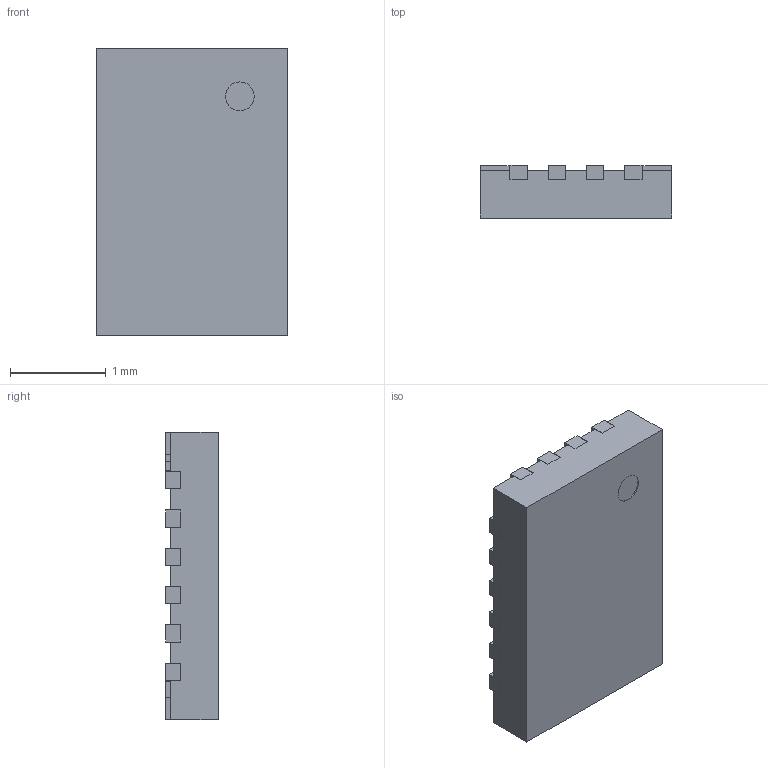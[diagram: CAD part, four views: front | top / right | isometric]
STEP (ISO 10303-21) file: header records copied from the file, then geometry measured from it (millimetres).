
FILE_DESCRIPTION (( 'STEP AP214' ), '1' );
FILE_NAME ('SLG46826V.STEP', '2023-05-31T17:14:49', ( '' ), ( '' ), 'SwSTEP 2.0', 'SolidWorks 2021', '' );
FILE_SCHEMA (( 'AUTOMOTIVE_DESIGN' ));
Length unit declared in the file: millimetre
Products named in the file (1): SLG46826V
Bounding box: 2 x 0.55 x 3 mm (x, y, z)
Volume: 3.1 mm3; surface area: 23.2 mm2
Topology: 21 solids, 21 shells, 209 faces, 498 edges, 332 vertices
Faces by surface type: plane 207, cylinder 2
Entity records: 7450 total; most frequent: CARTESIAN_POINT 1040, ORIENTED_EDGE 996, DIRECTION 922, EDGE_CURVE 498, VECTOR 494, LINE 494, VERTEX_POINT 332, AXIS2_PLACEMENT_3D 214
